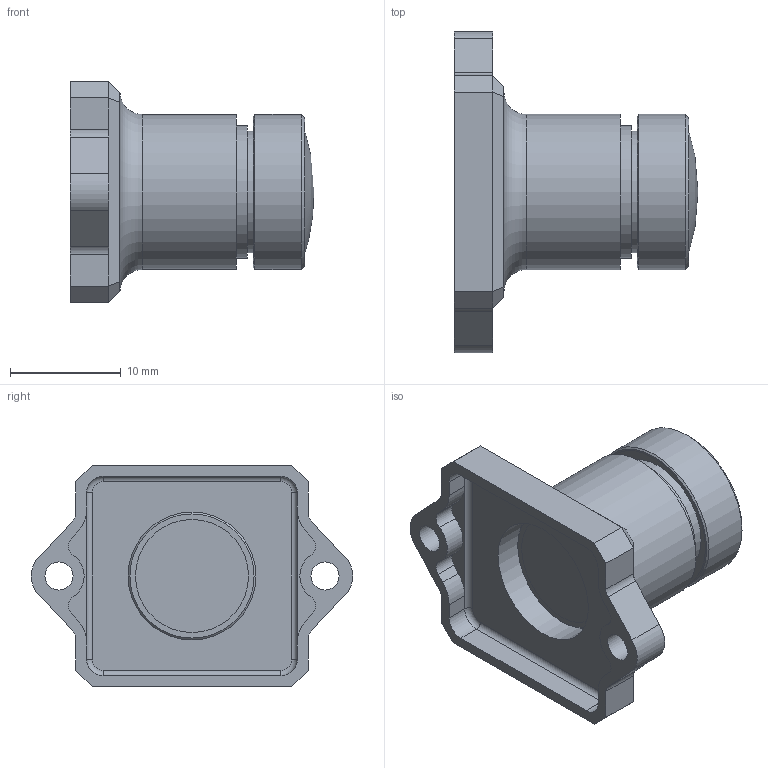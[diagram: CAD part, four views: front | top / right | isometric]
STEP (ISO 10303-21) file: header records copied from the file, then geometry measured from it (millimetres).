
FILE_DESCRIPTION(/* description */ (''),/* implementation_level */ '2;1');
FILE_NAME(/* name */ 'LENS_MNT.step',/* time_stamp */ '2021-10-10T00:19:22-04:00',/* author */ (''),/* organization */ (''),/* preprocessor_version */ 'ST-DEVELOPER v18.1',/* originating_system */ 'Autodesk Translation Framework v10.10.0.1391',/* authorisation */ '');
FILE_SCHEMA (('AUTOMOTIVE_DESIGN { 1 0 10303 214 3 1 1 }'));
Length unit declared in the file: millimetre
Products named in the file (6): (Unsaved); M12 Lens (34V0-LN-M12) v5; Body; Back Lens; Front Lens; Lens Mount (34V0-LN-MNT) v33
Assembly tree (5 placements, depth 3):
  (Unsaved)
    M12 Lens (34V0-LN-M12) v5
      Body
      Back Lens
      Front Lens
    Lens Mount (34V0-LN-MNT) v33
Bounding box: 21.99 x 28.98 x 20 mm (x, y, z)
Volume: 2813.1 mm3; surface area: 4003.3 mm2
Topology: 4 solids, 4 shells, 102 faces, 234 edges, 146 vertices
Faces by surface type: plane 52, cylinder 39, torus 5, cone 4, sphere 2
Full cylindrical faces by diameter (mm): 2.529 x2, 6 x1, 9 x1, 10.2 x2, 11 x1, 11.529 x1, 11.6 x1, 11.927 x1, 12.8 x2, 13.4 x1, 14 x2
Entity records: 3068 total; most frequent: DIRECTION 555, CARTESIAN_POINT 492, ORIENTED_EDGE 466, EDGE_CURVE 233, AXIS2_PLACEMENT_3D 209, VERTEX_POINT 146, LINE 137, VECTOR 137
